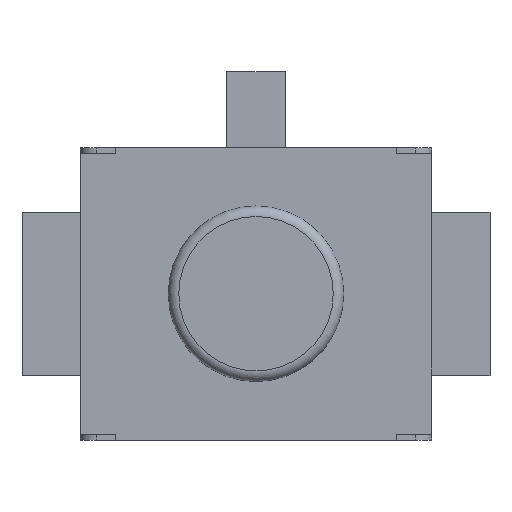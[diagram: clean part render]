
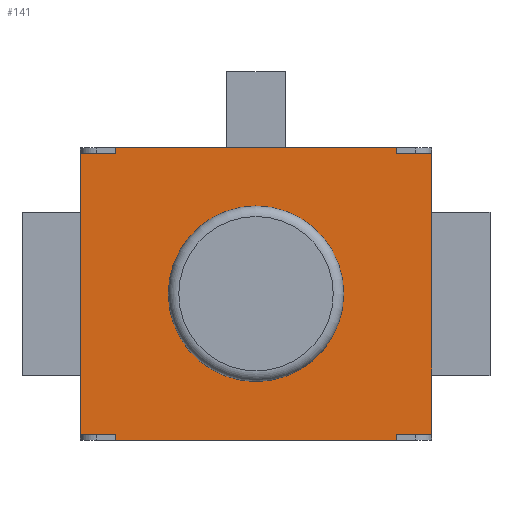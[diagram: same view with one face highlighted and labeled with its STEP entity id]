
A CAD part, top view. The second image highlights one B-rep face of the part: STEP entity #141.
In plain terms, the highlighted planar face has unit normal (0, 0, 1).
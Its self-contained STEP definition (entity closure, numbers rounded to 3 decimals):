
#27=CARTESIAN_POINT('',(0.,0.,1.22));
#28=DIRECTION('',(0.,0.,1.));
#29=DIRECTION('',(1.,0.,0.));
#30=AXIS2_PLACEMENT_3D('',#27,#28,#29);
#31=PLANE('',#30);
#32=CARTESIAN_POINT('',(1.5,-1.2,1.22));
#33=VERTEX_POINT('',#32);
#34=CARTESIAN_POINT('',(1.2,-1.2,1.22));
#35=VERTEX_POINT('',#34);
#36=CARTESIAN_POINT('',(1.5,-1.2,1.22));
#37=DIRECTION('',(-1.,-0.,0.));
#38=VECTOR('',#37,0.3);
#39=LINE('',#36,#38);
#40=EDGE_CURVE('',#33,#35,#39,.T.);
#41=ORIENTED_EDGE('',*,*,#40,.F.);
#42=CARTESIAN_POINT('',(1.5,1.2,1.22));
#43=VERTEX_POINT('',#42);
#44=CARTESIAN_POINT('',(1.5,1.2,1.22));
#45=DIRECTION('',(0.,-1.,0.));
#46=VECTOR('',#45,2.4);
#47=LINE('',#44,#46);
#48=EDGE_CURVE('',#43,#33,#47,.T.);
#49=ORIENTED_EDGE('',*,*,#48,.F.);
#50=CARTESIAN_POINT('',(1.2,1.2,1.22));
#51=VERTEX_POINT('',#50);
#52=CARTESIAN_POINT('',(1.2,1.2,1.22));
#53=DIRECTION('',(1.,-0.,0.));
#54=VECTOR('',#53,0.3);
#55=LINE('',#52,#54);
#56=EDGE_CURVE('',#51,#43,#55,.T.);
#57=ORIENTED_EDGE('',*,*,#56,.F.);
#58=CARTESIAN_POINT('',(1.2,1.25,1.22));
#59=VERTEX_POINT('',#58);
#60=CARTESIAN_POINT('',(1.2,1.2,1.22));
#61=DIRECTION('',(0.,1.,0.));
#62=VECTOR('',#61,0.05);
#63=LINE('',#60,#62);
#64=EDGE_CURVE('',#51,#59,#63,.T.);
#65=ORIENTED_EDGE('',*,*,#64,.T.);
#66=CARTESIAN_POINT('',(-1.2,1.25,1.22));
#67=VERTEX_POINT('',#66);
#68=CARTESIAN_POINT('',(-1.2,1.25,1.22));
#69=DIRECTION('',(1.,0.,0.));
#70=VECTOR('',#69,2.4);
#71=LINE('',#68,#70);
#72=EDGE_CURVE('',#67,#59,#71,.T.);
#73=ORIENTED_EDGE('',*,*,#72,.F.);
#74=CARTESIAN_POINT('',(-1.2,1.2,1.22));
#75=VERTEX_POINT('',#74);
#76=CARTESIAN_POINT('',(-1.2,1.2,1.22));
#77=DIRECTION('',(0.,1.,0.));
#78=VECTOR('',#77,0.05);
#79=LINE('',#76,#78);
#80=EDGE_CURVE('',#75,#67,#79,.T.);
#81=ORIENTED_EDGE('',*,*,#80,.F.);
#82=CARTESIAN_POINT('',(-1.5,1.2,1.22));
#83=VERTEX_POINT('',#82);
#84=CARTESIAN_POINT('',(-1.5,1.2,1.22));
#85=DIRECTION('',(1.,-0.,0.));
#86=VECTOR('',#85,0.3);
#87=LINE('',#84,#86);
#88=EDGE_CURVE('',#83,#75,#87,.T.);
#89=ORIENTED_EDGE('',*,*,#88,.F.);
#90=CARTESIAN_POINT('',(-1.5,-1.2,1.22));
#91=VERTEX_POINT('',#90);
#92=CARTESIAN_POINT('',(-1.5,-1.2,1.22));
#93=DIRECTION('',(-0.,1.,0.));
#94=VECTOR('',#93,2.4);
#95=LINE('',#92,#94);
#96=EDGE_CURVE('',#91,#83,#95,.T.);
#97=ORIENTED_EDGE('',*,*,#96,.F.);
#98=CARTESIAN_POINT('',(-1.2,-1.2,1.22));
#99=VERTEX_POINT('',#98);
#100=CARTESIAN_POINT('',(-1.2,-1.2,1.22));
#101=DIRECTION('',(-1.,-0.,0.));
#102=VECTOR('',#101,0.3);
#103=LINE('',#100,#102);
#104=EDGE_CURVE('',#99,#91,#103,.T.);
#105=ORIENTED_EDGE('',*,*,#104,.F.);
#106=CARTESIAN_POINT('',(-1.2,-1.25,1.22));
#107=VERTEX_POINT('',#106);
#108=CARTESIAN_POINT('',(-1.2,-1.2,1.22));
#109=DIRECTION('',(0.,-1.,0.));
#110=VECTOR('',#109,0.05);
#111=LINE('',#108,#110);
#112=EDGE_CURVE('',#99,#107,#111,.T.);
#113=ORIENTED_EDGE('',*,*,#112,.T.);
#114=CARTESIAN_POINT('',(1.2,-1.25,1.22));
#115=VERTEX_POINT('',#114);
#116=CARTESIAN_POINT('',(1.2,-1.25,1.22));
#117=DIRECTION('',(-1.,-0.,0.));
#118=VECTOR('',#117,2.4);
#119=LINE('',#116,#118);
#120=EDGE_CURVE('',#115,#107,#119,.T.);
#121=ORIENTED_EDGE('',*,*,#120,.F.);
#122=CARTESIAN_POINT('',(1.2,-1.2,1.22));
#123=DIRECTION('',(0.,-1.,0.));
#124=VECTOR('',#123,0.05);
#125=LINE('',#122,#124);
#126=EDGE_CURVE('',#35,#115,#125,.T.);
#127=ORIENTED_EDGE('',*,*,#126,.F.);
#128=EDGE_LOOP('',(#41,#49,#57,#65,#73,#81,#89,#97,#105,#113,#121,#127));
#129=FACE_BOUND('',#128,.T.);
#130=CARTESIAN_POINT('',(0.75,0.,1.22));
#131=VERTEX_POINT('',#130);
#132=CARTESIAN_POINT('',(-0.,0.,1.22));
#133=DIRECTION('',(0.,0.,1.));
#134=DIRECTION('',(1.,0.,-0.));
#135=AXIS2_PLACEMENT_3D('',#132,#133,#134);
#136=CIRCLE('',#135,0.75);
#137=EDGE_CURVE('',#131,#131,#136,.T.);
#138=ORIENTED_EDGE('',*,*,#137,.F.);
#139=EDGE_LOOP('',(#138));
#140=FACE_BOUND('',#139,.T.);
#141=ADVANCED_FACE('',(#129,#140),#31,.T.);
